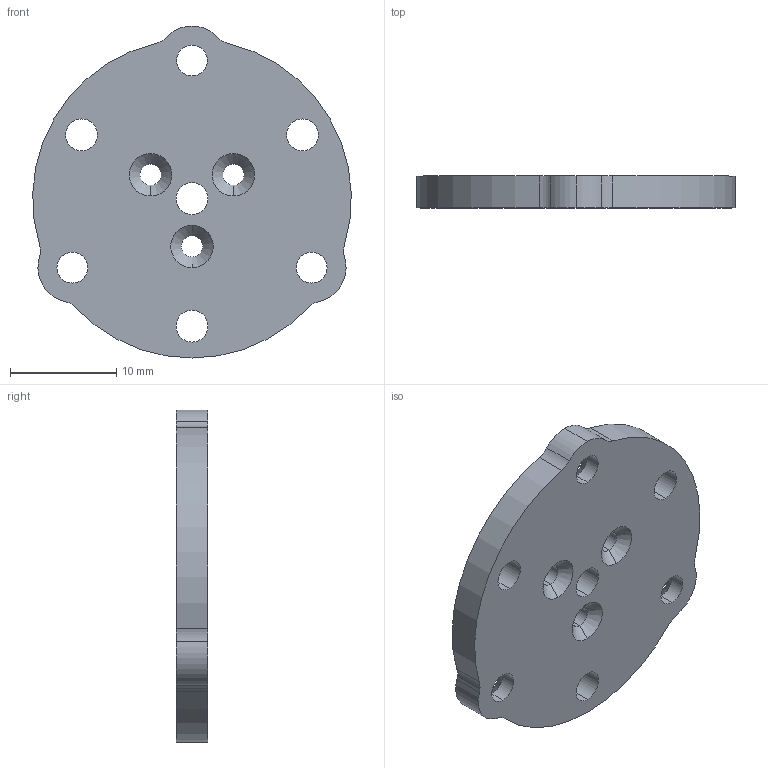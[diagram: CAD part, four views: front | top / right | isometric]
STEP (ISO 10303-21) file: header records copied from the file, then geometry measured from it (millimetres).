
FILE_DESCRIPTION (( 'STEP AP203' ), '1' );
FILE_NAME ('齿轮与电机连接件.STEP', '2024-04-07T12:21:54', ( '' ), ( '' ), 'SwSTEP 2.0', 'SolidWorks 2021', '' );
FILE_SCHEMA (( 'CONFIG_CONTROL_DESIGN' ));
Length unit declared in the file: millimetre
Products named in the file (1): 齿轮与电机连接件
Bounding box: 29.98 x 3 x 31.25 mm (x, y, z)
Volume: 1935.8 mm3; surface area: 1848.4 mm2
Topology: 1 solids, 1 shells, 48 faces, 126 edges, 80 vertices
Faces by surface type: cylinder 34, cone 12, plane 2
Entity records: 1631 total; most frequent: DIRECTION 304, CARTESIAN_POINT 255, ORIENTED_EDGE 252, AXIS2_PLACEMENT_3D 129, EDGE_CURVE 126, CIRCLE 80, VERTEX_POINT 80, EDGE_LOOP 68
